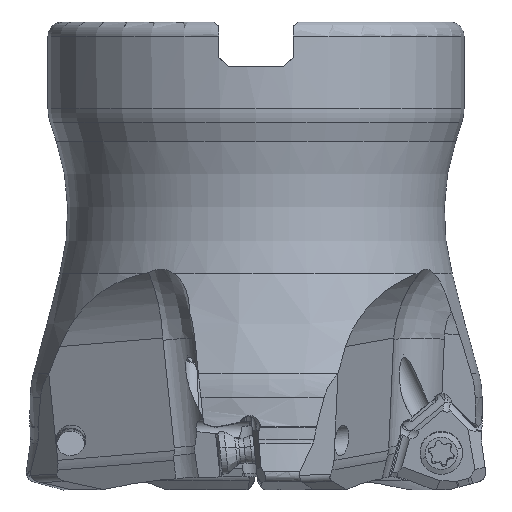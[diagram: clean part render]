
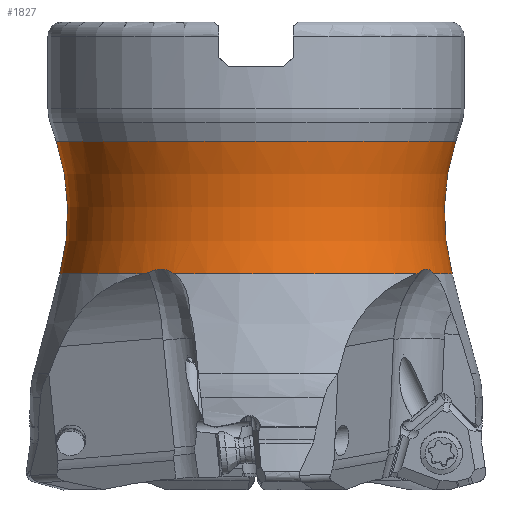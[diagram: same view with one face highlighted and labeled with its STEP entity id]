
A CAD part, front view. The second image highlights one B-rep face of the part: STEP entity #1827.
In plain terms, the highlighted toroidal (fillet/blend) face has major radius 45.115 mm and minor radius 25 mm.
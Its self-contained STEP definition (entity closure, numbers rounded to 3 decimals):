
#194=TOROIDAL_SURFACE('',#10825,45.116,25.);
#645=FACE_OUTER_BOUND('',#2562,.T.);
#1335=B_SPLINE_CURVE_WITH_KNOTS('',3,(#17820,#17821,#17822,#17823,#17824,
#17825,#17826,#17827,#17828,#17829,#17830,#17831,#17832),.UNSPECIFIED.,
 .F.,.F.,(4,3,3,3,4),(0.,0.322,0.645,0.956,
1.),.UNSPECIFIED.);
#1341=B_SPLINE_CURVE_WITH_KNOTS('',3,(#18099,#18100,#18101,#18102,#18103,
#18104),.UNSPECIFIED.,.F.,.F.,(4,1,1,4),(0.,0.333,0.667,
1.),.UNSPECIFIED.);
#1404=B_SPLINE_CURVE_WITH_KNOTS('',3,(#19037,#19038,#19039,#19040,#19041,
#19042,#19043,#19044,#19045,#19046,#19047,#19048,#19049),.UNSPECIFIED.,
 .F.,.F.,(4,3,3,3,4),(0.,0.322,0.645,0.956,
1.),.UNSPECIFIED.);
#1410=B_SPLINE_CURVE_WITH_KNOTS('',3,(#19314,#19315,#19316,#19317,#19318,
#19319),.UNSPECIFIED.,.F.,.F.,(4,1,1,4),(0.,0.333,0.667,
1.),.UNSPECIFIED.);
#1827=ADVANCED_FACE('',(#645),#194,.F.);
#2562=EDGE_LOOP('',(#4842,#4843,#4844,#4845,#4846,#4847,#4848,#4849,#4850,
#4851));
#2989=CIRCLE('',#10544,20.967);
#3017=CIRCLE('',#10623,20.967);
#3041=CIRCLE('',#10699,20.967);
#3083=CIRCLE('',#10820,25.);
#3085=CIRCLE('',#10822,25.);
#3086=CIRCLE('',#10824,21.339);
#4842=ORIENTED_EDGE('',*,*,#8087,.F.);
#4843=ORIENTED_EDGE('',*,*,#8583,.T.);
#4844=ORIENTED_EDGE('',*,*,#8584,.T.);
#4845=ORIENTED_EDGE('',*,*,#8581,.T.);
#4846=ORIENTED_EDGE('',*,*,#8383,.F.);
#4847=ORIENTED_EDGE('',*,*,#8381,.F.);
#4848=ORIENTED_EDGE('',*,*,#8368,.T.);
#4849=ORIENTED_EDGE('',*,*,#8235,.F.);
#4850=ORIENTED_EDGE('',*,*,#8233,.T.);
#4851=ORIENTED_EDGE('',*,*,#8220,.T.);
#6947=VERTEX_POINT('',#16909);
#6948=VERTEX_POINT('',#16911);
#7048=VERTEX_POINT('',#17833);
#7059=VERTEX_POINT('',#18105);
#7060=VERTEX_POINT('',#18114);
#7159=VERTEX_POINT('',#19050);
#7170=VERTEX_POINT('',#19320);
#7171=VERTEX_POINT('',#19329);
#7298=VERTEX_POINT('',#20375);
#7299=VERTEX_POINT('',#20377);
#8087=EDGE_CURVE('',#6947,#6948,#2989,.T.);
#8220=EDGE_CURVE('',#7048,#6948,#1335,.T.);
#8233=EDGE_CURVE('',#7059,#7048,#1341,.T.);
#8235=EDGE_CURVE('',#7059,#7060,#3017,.T.);
#8368=EDGE_CURVE('',#7159,#7060,#1404,.T.);
#8381=EDGE_CURVE('',#7159,#7170,#1410,.T.);
#8383=EDGE_CURVE('',#7170,#7171,#3041,.T.);
#8581=EDGE_CURVE('',#7298,#7171,#3083,.T.);
#8583=EDGE_CURVE('',#6947,#7299,#3085,.T.);
#8584=EDGE_CURVE('',#7299,#7298,#3086,.T.);
#10544=AXIS2_PLACEMENT_3D('',#16910,#12045,#12046);
#10623=AXIS2_PLACEMENT_3D('',#18113,#12237,#12238);
#10699=AXIS2_PLACEMENT_3D('',#19328,#12423,#12424);
#10820=AXIS2_PLACEMENT_3D('',#20374,#12716,#12717);
#10822=AXIS2_PLACEMENT_3D('',#20378,#12720,#12721);
#10824=AXIS2_PLACEMENT_3D('',#20380,#12724,#12725);
#10825=AXIS2_PLACEMENT_3D('',#20381,#12726,#12727);
#12045=DIRECTION('',(0.,0.,-1.));
#12046=DIRECTION('',(1.,0.,0.));
#12237=DIRECTION('',(0.,0.,-1.));
#12238=DIRECTION('',(0.815,-0.58,0.));
#12423=DIRECTION('',(0.,0.,-1.));
#12424=DIRECTION('',(-0.58,-0.815,0.));
#12716=DIRECTION('',(0.,1.,0.));
#12717=DIRECTION('',(0.951,0.,0.309));
#12720=DIRECTION('',(0.,1.,0.));
#12721=DIRECTION('',(-0.966,0.,-0.259));
#12724=DIRECTION('',(0.,0.,-1.));
#12725=DIRECTION('',(1.,0.,0.));
#12726=DIRECTION('',(0.,0.,-1.));
#12727=DIRECTION('',(-1.,-0.001,0.));
#16909=CARTESIAN_POINT('',(20.967,0.,-26.922));
#16910=CARTESIAN_POINT('',(0.,0.,-26.922));
#16911=CARTESIAN_POINT('',(19.072,-8.711,-26.922));
#17820=CARTESIAN_POINT('',(17.481,-11.507,-26.775));
#17821=CARTESIAN_POINT('',(17.621,-11.218,-26.613));
#17822=CARTESIAN_POINT('',(17.782,-10.906,-26.497));
#17823=CARTESIAN_POINT('',(17.952,-10.593,-26.446));
#17824=CARTESIAN_POINT('',(18.123,-10.279,-26.394));
#17825=CARTESIAN_POINT('',(18.306,-9.955,-26.405));
#17826=CARTESIAN_POINT('',(18.485,-9.651,-26.478));
#17827=CARTESIAN_POINT('',(18.658,-9.357,-26.548));
#17828=CARTESIAN_POINT('',(18.833,-9.073,-26.677));
#17829=CARTESIAN_POINT('',(19.001,-8.819,-26.847));
#17830=CARTESIAN_POINT('',(19.025,-8.782,-26.871));
#17831=CARTESIAN_POINT('',(19.048,-8.746,-26.896));
#17832=CARTESIAN_POINT('',(19.072,-8.711,-26.922));
#17833=CARTESIAN_POINT('',(17.481,-11.507,-26.775));
#18099=CARTESIAN_POINT('',(17.083,-12.157,-26.922));
#18100=CARTESIAN_POINT('',(17.128,-12.086,-26.905));
#18101=CARTESIAN_POINT('',(17.218,-11.943,-26.87));
#18102=CARTESIAN_POINT('',(17.35,-11.726,-26.821));
#18103=CARTESIAN_POINT('',(17.438,-11.58,-26.79));
#18104=CARTESIAN_POINT('',(17.481,-11.507,-26.775));
#18105=CARTESIAN_POINT('',(17.083,-12.157,-26.922));
#18113=CARTESIAN_POINT('',(0.,0.,-26.922));
#18114=CARTESIAN_POINT('',(-8.711,-19.072,-26.922));
#19037=CARTESIAN_POINT('',(-11.507,-17.481,-26.775));
#19038=CARTESIAN_POINT('',(-11.218,-17.621,-26.613));
#19039=CARTESIAN_POINT('',(-10.906,-17.782,-26.497));
#19040=CARTESIAN_POINT('',(-10.593,-17.952,-26.446));
#19041=CARTESIAN_POINT('',(-10.279,-18.123,-26.394));
#19042=CARTESIAN_POINT('',(-9.955,-18.306,-26.405));
#19043=CARTESIAN_POINT('',(-9.651,-18.485,-26.478));
#19044=CARTESIAN_POINT('',(-9.357,-18.658,-26.548));
#19045=CARTESIAN_POINT('',(-9.073,-18.833,-26.677));
#19046=CARTESIAN_POINT('',(-8.819,-19.001,-26.847));
#19047=CARTESIAN_POINT('',(-8.782,-19.025,-26.871));
#19048=CARTESIAN_POINT('',(-8.746,-19.048,-26.896));
#19049=CARTESIAN_POINT('',(-8.711,-19.072,-26.922));
#19050=CARTESIAN_POINT('',(-11.507,-17.481,-26.775));
#19314=CARTESIAN_POINT('',(-11.507,-17.481,-26.775));
#19315=CARTESIAN_POINT('',(-11.58,-17.438,-26.79));
#19316=CARTESIAN_POINT('',(-11.724,-17.351,-26.821));
#19317=CARTESIAN_POINT('',(-11.941,-17.219,-26.87));
#19318=CARTESIAN_POINT('',(-12.085,-17.128,-26.905));
#19319=CARTESIAN_POINT('',(-12.157,-17.083,-26.922));
#19320=CARTESIAN_POINT('',(-12.157,-17.083,-26.922));
#19328=CARTESIAN_POINT('',(0.,0.,-26.922));
#19329=CARTESIAN_POINT('',(-20.967,0.,-26.922));
#20374=CARTESIAN_POINT('',(-45.116,0.,-20.452));
#20375=CARTESIAN_POINT('',(-21.339,0.,-12.726));
#20377=CARTESIAN_POINT('',(21.339,0.,-12.726));
#20378=CARTESIAN_POINT('',(45.116,0.,-20.452));
#20380=CARTESIAN_POINT('',(0.,0.,-12.726));
#20381=CARTESIAN_POINT('',(0.,0.,-20.452));
